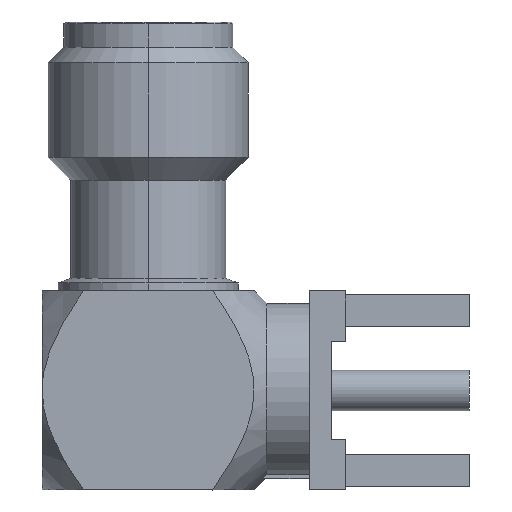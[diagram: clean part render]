
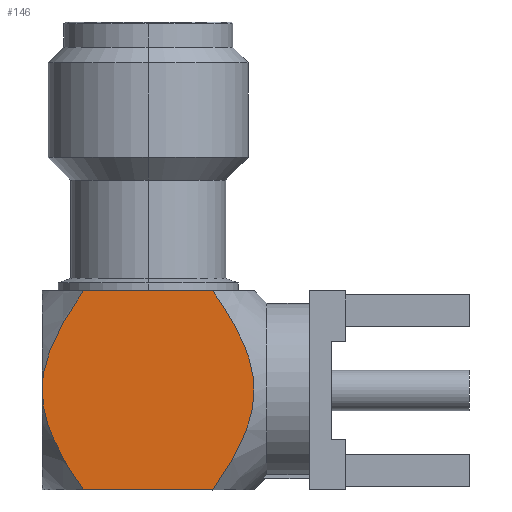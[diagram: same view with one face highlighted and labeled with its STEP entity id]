
A CAD part, left-side view. The second image highlights one B-rep face of the part: STEP entity #146.
In plain terms, the highlighted planar face has unit normal (-1, 0, 0).
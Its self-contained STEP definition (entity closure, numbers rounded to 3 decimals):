
#146=ADVANCED_FACE('',(#355),#356,.T.);
#355=FACE_OUTER_BOUND('',#630,.T.);
#356=PLANE('',#631);
#630=EDGE_LOOP('',(#1322,#1323,#1324,#1325,#1326));
#631=AXIS2_PLACEMENT_3D('',#1327,#1328,#1329);
#1322=ORIENTED_EDGE('',*,*,#1995,.T.);
#1323=ORIENTED_EDGE('',*,*,#1993,.T.);
#1324=ORIENTED_EDGE('',*,*,#1991,.T.);
#1325=ORIENTED_EDGE('',*,*,#2000,.T.);
#1326=ORIENTED_EDGE('',*,*,#2001,.T.);
#1327=CARTESIAN_POINT('',(-3.15,-3.412,-6.475));
#1328=DIRECTION('',(-1.0,0.0,0.0));
#1329=DIRECTION('',(0.0,0.0,1.0));
#1991=EDGE_CURVE('',#2440,#2455,#2456,.T.);
#1993=EDGE_CURVE('',#2458,#2440,#2459,.T.);
#1995=EDGE_CURVE('',#2461,#2458,#2462,.T.);
#2000=EDGE_CURVE('',#2455,#2466,#2468,.T.);
#2001=EDGE_CURVE('',#2466,#2461,#2469,.T.);
#2440=VERTEX_POINT('',#3161);
#2455=VERTEX_POINT('',#3204);
#2456=B_SPLINE_CURVE_WITH_KNOTS('',3,(#3205,#3206,#3207,#3208,#3209,#3210,#3211,#3212),.UNSPECIFIED.,.F.,.F.,(4,2,2,4),(0.,0.001,0.002,0.003),.UNSPECIFIED.);
#2458=VERTEX_POINT('',#3221);
#2459=B_SPLINE_CURVE_WITH_KNOTS('',3,(#3222,#3223,#3224,#3225,#3226,#3227,#3228,#3229),.UNSPECIFIED.,.F.,.F.,(4,2,2,4),(0.0,0.002,0.003,0.003),.UNSPECIFIED.);
#2461=VERTEX_POINT('',#3238);
#2462=LINE('',#3239,#3240);
#2466=VERTEX_POINT('',#3259);
#2468=LINE('',#3274,#3275);
#2469=B_SPLINE_CURVE_WITH_KNOTS('',3,(#3276,#3277,#3278,#3279,#3280,#3281,#3282,#3283,#3284,#3285,#3286,#3287,#3288,#3289),.UNSPECIFIED.,.F.,.F.,(4,2,2,2,2,2,4),(0.,0.002,0.003,0.003,0.004,0.005,0.007),.UNSPECIFIED.);
#3161=CARTESIAN_POINT('',(-3.15,3.35,-9.625));
#3204=CARTESIAN_POINT('',(-3.15,2.045,-12.775));
#3205=CARTESIAN_POINT('',(-3.15,3.35,-9.625));
#3206=CARTESIAN_POINT('',(-3.15,3.35,-9.918));
#3207=CARTESIAN_POINT('',(-3.15,3.309,-10.203));
#3208=CARTESIAN_POINT('',(-3.15,3.162,-10.763));
#3209=CARTESIAN_POINT('',(-3.15,3.056,-11.036));
#3210=CARTESIAN_POINT('',(-3.15,2.689,-11.818));
#3211=CARTESIAN_POINT('',(-3.15,2.379,-12.303));
#3212=CARTESIAN_POINT('',(-3.15,2.045,-12.775));
#3221=CARTESIAN_POINT('',(-3.15,2.045,-6.475));
#3222=CARTESIAN_POINT('',(-3.15,2.045,-6.475));
#3223=CARTESIAN_POINT('',(-3.15,2.379,-6.947));
#3224=CARTESIAN_POINT('',(-3.15,2.688,-7.43));
#3225=CARTESIAN_POINT('',(-3.15,3.053,-8.207));
#3226=CARTESIAN_POINT('',(-3.15,3.158,-8.475));
#3227=CARTESIAN_POINT('',(-3.15,3.308,-9.041));
#3228=CARTESIAN_POINT('',(-3.15,3.35,-9.331));
#3229=CARTESIAN_POINT('',(-3.15,3.35,-9.625));
#3238=CARTESIAN_POINT('',(-3.15,-2.045,-6.475));
#3239=CARTESIAN_POINT('',(-3.15,-0.011,-6.475));
#3240=VECTOR('',#3953,1000.0);
#3259=CARTESIAN_POINT('',(-3.15,-2.045,-12.775));
#3274=CARTESIAN_POINT('',(-3.15,-0.011,-12.775));
#3275=VECTOR('',#3956,1000.0);
#3276=CARTESIAN_POINT('',(-3.15,-2.045,-12.775));
#3277=CARTESIAN_POINT('',(-3.15,-2.378,-12.305));
#3278=CARTESIAN_POINT('',(-3.15,-2.687,-11.822));
#3279=CARTESIAN_POINT('',(-3.15,-3.051,-11.047));
#3280=CARTESIAN_POINT('',(-3.15,-3.156,-10.78));
#3281=CARTESIAN_POINT('',(-3.15,-3.307,-10.216));
#3282=CARTESIAN_POINT('',(-3.15,-3.349,-9.927));
#3283=CARTESIAN_POINT('',(-3.15,-3.351,-9.34));
#3284=CARTESIAN_POINT('',(-3.15,-3.31,-9.054));
#3285=CARTESIAN_POINT('',(-3.15,-3.164,-8.492));
#3286=CARTESIAN_POINT('',(-3.15,-3.058,-8.218));
#3287=CARTESIAN_POINT('',(-3.15,-2.691,-7.434));
#3288=CARTESIAN_POINT('',(-3.15,-2.38,-6.948));
#3289=CARTESIAN_POINT('',(-3.15,-2.045,-6.475));
#3953=DIRECTION('',(0.0,1.0,0.0));
#3956=DIRECTION('',(-0.0,-1.0,-0.0));
